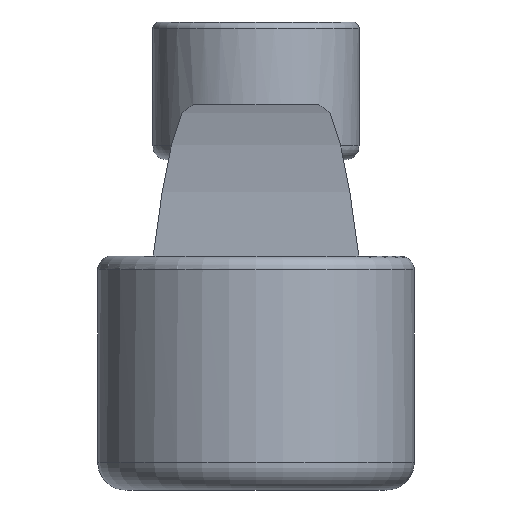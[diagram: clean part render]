
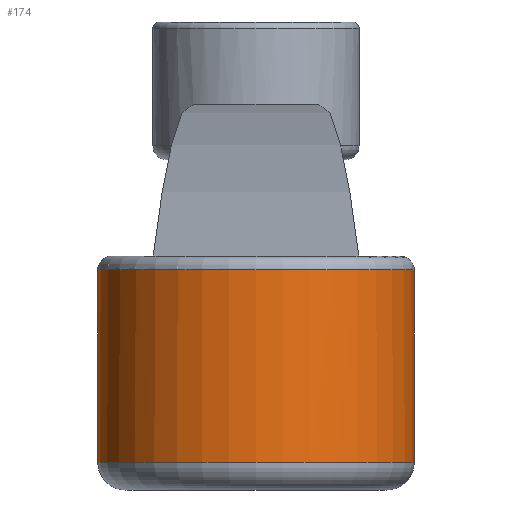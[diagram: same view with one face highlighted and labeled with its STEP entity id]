
A CAD part, left-side view. The second image highlights one B-rep face of the part: STEP entity #174.
In plain terms, the highlighted cylindrical face has radius 11.5 mm (diameter 23 mm), a full revolution.
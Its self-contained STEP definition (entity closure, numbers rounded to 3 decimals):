
#112=CYLINDRICAL_SURFACE('',#819,11.5);
#140=B_SPLINE_CURVE_WITH_KNOTS('',3,(#1224,#1225,#1226,#1227,#1228,#1229),
.UNSPECIFIED.,.F.,.F.,(4,2,4),(0.,0.5,1.),.UNSPECIFIED.);
#149=B_SPLINE_CURVE_WITH_KNOTS('',3,(#1372,#1373,#1374,#1375,#1376,#1377,
#1378),.UNSPECIFIED.,.F.,.F.,(4,3,4),(0.,0.805,1.),.UNSPECIFIED.);
#150=B_SPLINE_CURVE_WITH_KNOTS('',3,(#1384,#1385,#1386,#1387,#1388,#1389,
#1390),.UNSPECIFIED.,.F.,.F.,(4,3,4),(0.,0.028,1.),.UNSPECIFIED.);
#174=ADVANCED_FACE('',(#219,#220),#112,.T.);
#219=FACE_BOUND('',#288,.T.);
#220=FACE_BOUND('',#289,.T.);
#288=EDGE_LOOP('',(#504));
#289=EDGE_LOOP('',(#505,#506,#507,#508,#509,#510,#511,#512));
#346=LINE('',#1381,#386);
#347=LINE('',#1382,#387);
#386=VECTOR('',#956,1.);
#387=VECTOR('',#957,1.);
#504=ORIENTED_EDGE('',*,*,#724,.T.);
#505=ORIENTED_EDGE('',*,*,#725,.T.);
#506=ORIENTED_EDGE('',*,*,#726,.T.);
#507=ORIENTED_EDGE('',*,*,#662,.T.);
#508=ORIENTED_EDGE('',*,*,#727,.T.);
#509=ORIENTED_EDGE('',*,*,#728,.T.);
#510=ORIENTED_EDGE('',*,*,#729,.T.);
#511=ORIENTED_EDGE('',*,*,#692,.F.);
#512=ORIENTED_EDGE('',*,*,#730,.T.);
#597=VERTEX_POINT('',#1038);
#598=VERTEX_POINT('',#1039);
#623=VERTEX_POINT('',#1223);
#624=VERTEX_POINT('',#1230);
#643=VERTEX_POINT('',#1371);
#644=VERTEX_POINT('',#1379);
#645=VERTEX_POINT('',#1380);
#646=VERTEX_POINT('',#1383);
#647=VERTEX_POINT('',#1391);
#662=EDGE_CURVE('',#597,#598,#756,.T.);
#692=EDGE_CURVE('',#623,#624,#140,.T.);
#724=EDGE_CURVE('',#643,#643,#764,.T.);
#725=EDGE_CURVE('',#644,#645,#149,.T.);
#726=EDGE_CURVE('',#645,#597,#346,.T.);
#727=EDGE_CURVE('',#598,#646,#347,.T.);
#728=EDGE_CURVE('',#646,#647,#150,.T.);
#729=EDGE_CURVE('',#647,#624,#765,.T.);
#730=EDGE_CURVE('',#623,#644,#766,.T.);
#756=CIRCLE('',#783,11.5);
#764=CIRCLE('',#816,11.5);
#765=CIRCLE('',#817,11.5);
#766=CIRCLE('',#818,11.5);
#783=AXIS2_PLACEMENT_3D('',#1037,#861,#862);
#816=AXIS2_PLACEMENT_3D('',#1370,#954,#955);
#817=AXIS2_PLACEMENT_3D('',#1392,#958,#959);
#818=AXIS2_PLACEMENT_3D('',#1393,#960,#961);
#819=AXIS2_PLACEMENT_3D('',#1394,#962,#963);
#861=DIRECTION('',(0.,0.,-1.));
#862=DIRECTION('',(1.,0.,0.));
#954=DIRECTION('',(0.,0.,1.));
#955=DIRECTION('',(1.,0.,0.));
#956=DIRECTION('',(0.,0.,1.));
#957=DIRECTION('',(0.,0.,-1.));
#958=DIRECTION('',(0.,0.,-1.));
#959=DIRECTION('',(1.,0.,0.));
#960=DIRECTION('',(0.,0.,-1.));
#961=DIRECTION('',(1.,0.,0.));
#962=DIRECTION('',(0.,0.,1.));
#963=DIRECTION('',(1.,0.,0.));
#1037=CARTESIAN_POINT('',(107.127,133.024,-1.));
#1038=CARTESIAN_POINT('',(115.708,125.368,-1.));
#1039=CARTESIAN_POINT('',(115.708,140.681,-1.));
#1223=CARTESIAN_POINT('',(117.323,127.705,-6.));
#1224=CARTESIAN_POINT('',(117.323,127.705,-6.));
#1225=CARTESIAN_POINT('',(118.161,129.312,-5.662));
#1226=CARTESIAN_POINT('',(118.627,131.165,-5.48));
#1227=CARTESIAN_POINT('',(118.627,134.882,-5.48));
#1228=CARTESIAN_POINT('',(118.172,136.717,-5.658));
#1229=CARTESIAN_POINT('',(117.323,138.344,-6.));
#1230=CARTESIAN_POINT('',(117.323,138.344,-6.));
#1370=CARTESIAN_POINT('',(107.127,133.024,-15.));
#1371=CARTESIAN_POINT('',(118.627,133.024,-15.));
#1372=CARTESIAN_POINT('',(116.44,126.278,-6.));
#1373=CARTESIAN_POINT('',(116.253,126.019,-6.));
#1374=CARTESIAN_POINT('',(116.052,125.765,-5.962));
#1375=CARTESIAN_POINT('',(115.853,125.534,-5.869));
#1376=CARTESIAN_POINT('',(115.804,125.477,-5.847));
#1377=CARTESIAN_POINT('',(115.756,125.422,-5.82));
#1378=CARTESIAN_POINT('',(115.708,125.368,-5.791));
#1379=CARTESIAN_POINT('',(116.44,126.278,-6.));
#1380=CARTESIAN_POINT('',(115.708,125.368,-5.791));
#1381=CARTESIAN_POINT('',(115.708,125.368,-17.));
#1382=CARTESIAN_POINT('',(115.708,140.681,-17.));
#1383=CARTESIAN_POINT('',(115.708,140.681,-5.791));
#1384=CARTESIAN_POINT('',(115.708,140.681,-5.791));
#1385=CARTESIAN_POINT('',(115.714,140.674,-5.795));
#1386=CARTESIAN_POINT('',(115.721,140.666,-5.799));
#1387=CARTESIAN_POINT('',(115.728,140.658,-5.803));
#1388=CARTESIAN_POINT('',(115.966,140.39,-5.944));
#1389=CARTESIAN_POINT('',(116.214,140.083,-6.));
#1390=CARTESIAN_POINT('',(116.44,139.771,-6.));
#1391=CARTESIAN_POINT('',(116.44,139.771,-6.));
#1392=CARTESIAN_POINT('',(107.127,133.024,-6.));
#1393=CARTESIAN_POINT('',(107.127,133.024,-6.));
#1394=CARTESIAN_POINT('',(107.127,133.024,-17.));
